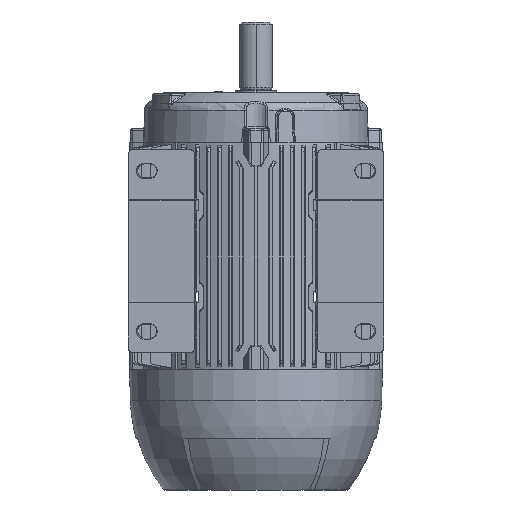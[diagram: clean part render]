
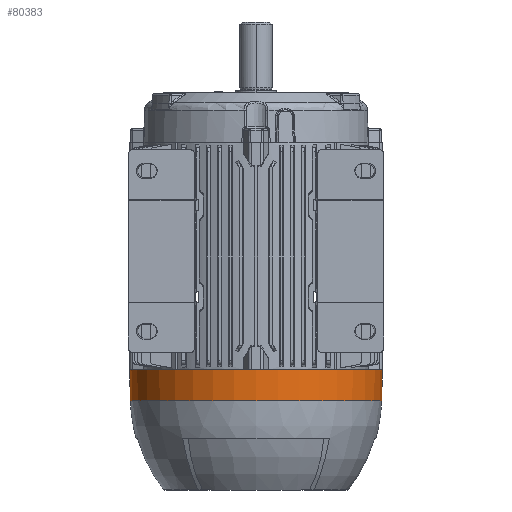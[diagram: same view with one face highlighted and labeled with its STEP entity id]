
A CAD part, front view. The second image highlights one B-rep face of the part: STEP entity #80383.
In plain terms, the highlighted conical face has half-angle 1.5 degrees and reference radius 110.35 mm.
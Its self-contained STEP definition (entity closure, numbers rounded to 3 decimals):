
#1952 = CARTESIAN_POINT ( 'NONE',  ( 110.35, 0., -168.5 ) ) ;
#3249 = DIRECTION ( 'NONE',  ( 0.026, 0., 1. ) ) ;
#5609 = DIRECTION ( 'NONE',  ( 0., 0., 1. ) ) ;
#6172 = EDGE_CURVE ( 'NONE', #75131, #37351, #57972, .T. ) ;
#9401 = CARTESIAN_POINT ( 'NONE',  ( -110.35, 0., -168.5 ) ) ;
#14893 = AXIS2_PLACEMENT_3D ( 'NONE', #62191, #83018, #43588 ) ;
#16711 = ORIENTED_EDGE ( 'NONE', *, *, #6172, .F. ) ;
#18442 = CARTESIAN_POINT ( 'NONE',  ( 0., 0., -194.5 ) ) ;
#20421 = VECTOR ( 'NONE', #50484, 1000. ) ;
#20479 = CONICAL_SURFACE ( 'NONE', #14893, 110.35, 0.026 ) ;
#24619 = DIRECTION ( 'NONE',  ( 1., 0., 0. ) ) ;
#25169 = DIRECTION ( 'NONE',  ( 0., 0., 1. ) ) ;
#31403 = EDGE_CURVE ( 'NONE', #75131, #81796, #82540, .T. ) ;
#33253 = EDGE_CURVE ( 'NONE', #81796, #45162, #49715, .T. ) ;
#35520 = ORIENTED_EDGE ( 'NONE', *, *, #31403, .T. ) ;
#35533 = CARTESIAN_POINT ( 'NONE',  ( 109.669, 0., -194.5 ) ) ;
#37351 = VERTEX_POINT ( 'NONE', #73515 ) ;
#38881 = CARTESIAN_POINT ( 'NONE',  ( 0., 0., -167.5 ) ) ;
#38948 = VECTOR ( 'NONE', #3249, 1000. ) ;
#39007 = CARTESIAN_POINT ( 'NONE',  ( -109.669, 0., -194.5 ) ) ;
#43588 = DIRECTION ( 'NONE',  ( 1., 0., 0. ) ) ;
#44779 = CIRCLE ( 'NONE', #56067, 110.376 ) ;
#45162 = VERTEX_POINT ( 'NONE', #60518 ) ;
#45807 = EDGE_CURVE ( 'NONE', #37351, #45162, #44779, .T. ) ;
#49715 = LINE ( 'NONE', #1952, #38948 ) ;
#50484 = DIRECTION ( 'NONE',  ( -0.026, 0., 1. ) ) ;
#50485 = ORIENTED_EDGE ( 'NONE', *, *, #45807, .F. ) ;
#54304 = EDGE_LOOP ( 'NONE', ( #16711, #35520, #67230, #50485 ) ) ;
#55640 = AXIS2_PLACEMENT_3D ( 'NONE', #18442, #5609, #24619 ) ;
#56067 = AXIS2_PLACEMENT_3D ( 'NONE', #38881, #25169, #72958 ) ;
#57972 = LINE ( 'NONE', #9401, #20421 ) ;
#60518 = CARTESIAN_POINT ( 'NONE',  ( 110.376, 0., -167.5 ) ) ;
#62191 = CARTESIAN_POINT ( 'NONE',  ( 0., 0., -168.5 ) ) ;
#67230 = ORIENTED_EDGE ( 'NONE', *, *, #33253, .T. ) ;
#70564 = FACE_OUTER_BOUND ( 'NONE', #54304, .T. ) ;
#72958 = DIRECTION ( 'NONE',  ( 1., 0., 0. ) ) ;
#73515 = CARTESIAN_POINT ( 'NONE',  ( -110.376, 0., -167.5 ) ) ;
#75131 = VERTEX_POINT ( 'NONE', #39007 ) ;
#80383 = ADVANCED_FACE ( 'NONE', ( #70564 ), #20479, .T. ) ;
#81796 = VERTEX_POINT ( 'NONE', #35533 ) ;
#82540 = CIRCLE ( 'NONE', #55640, 109.669 ) ;
#83018 = DIRECTION ( 'NONE',  ( 0., 0., 1. ) ) ;
